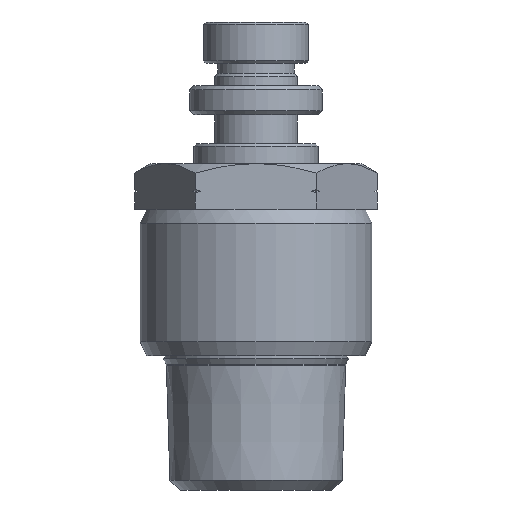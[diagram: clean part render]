
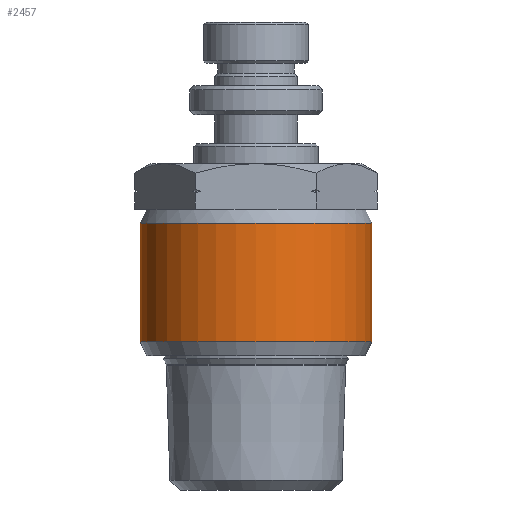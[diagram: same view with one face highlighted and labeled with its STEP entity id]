
A CAD part, front view. The second image highlights one B-rep face of the part: STEP entity #2457.
In plain terms, the highlighted cylindrical face has radius 14 mm (diameter 28 mm), a partial arc.
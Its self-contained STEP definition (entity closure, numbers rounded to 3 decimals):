
#2416=CARTESIAN_POINT('',(0.0,0.0,-4.45));
#2417=DIRECTION('',(0.0,0.0,1.0));
#2418=DIRECTION('',(1.0,0.0,0.0));
#2419=AXIS2_PLACEMENT_3D('',#2416,#2417,#2418);
#2420=CYLINDRICAL_SURFACE('',#2419,14.0);
#2421=CARTESIAN_POINT('',(14.0,0.0,11.534));
#2422=VERTEX_POINT('',#2421);
#2423=CARTESIAN_POINT('',(14.,0.,-2.734));
#2424=VERTEX_POINT('',#2423);
#2425=CARTESIAN_POINT('',(14.0,0.0,11.534));
#2426=DIRECTION('',(0.0,0.0,-1.0));
#2427=VECTOR('',#2426,14.269);
#2428=LINE('',#2425,#2427);
#2429=EDGE_CURVE('',#2422,#2424,#2428,.T.);
#2430=ORIENTED_EDGE('',*,*,#2429,.F.);
#2431=CARTESIAN_POINT('',(-14.0,0.,11.534));
#2432=VERTEX_POINT('',#2431);
#2433=CARTESIAN_POINT('',(0.0,0.0,11.534));
#2434=DIRECTION('',(0.0,0.0,1.0));
#2435=DIRECTION('',(-1.0,0.0,0.0));
#2436=AXIS2_PLACEMENT_3D('',#2433,#2434,#2435);
#2437=CIRCLE('',#2436,14.0);
#2438=EDGE_CURVE('',#2432,#2422,#2437,.T.);
#2439=ORIENTED_EDGE('',*,*,#2438,.F.);
#2440=CARTESIAN_POINT('',(-14.0,0.0,-2.734));
#2441=VERTEX_POINT('',#2440);
#2442=CARTESIAN_POINT('',(-14.0,0.,11.534));
#2443=DIRECTION('',(0.0,0.0,-1.0));
#2444=VECTOR('',#2443,14.269);
#2445=LINE('',#2442,#2444);
#2446=EDGE_CURVE('',#2432,#2441,#2445,.T.);
#2447=ORIENTED_EDGE('',*,*,#2446,.T.);
#2448=CARTESIAN_POINT('',(0.0,0.0,-2.734));
#2449=DIRECTION('',(0.0,0.0,-1.0));
#2450=DIRECTION('',(-1.0,0.0,0.0));
#2451=AXIS2_PLACEMENT_3D('',#2448,#2449,#2450);
#2452=CIRCLE('',#2451,14.0);
#2453=EDGE_CURVE('',#2424,#2441,#2452,.T.);
#2454=ORIENTED_EDGE('',*,*,#2453,.F.);
#2455=EDGE_LOOP('',(#2430,#2439,#2447,#2454));
#2456=FACE_OUTER_BOUND('',#2455,.T.);
#2457=ADVANCED_FACE('',(#2456),#2420,.T.);
